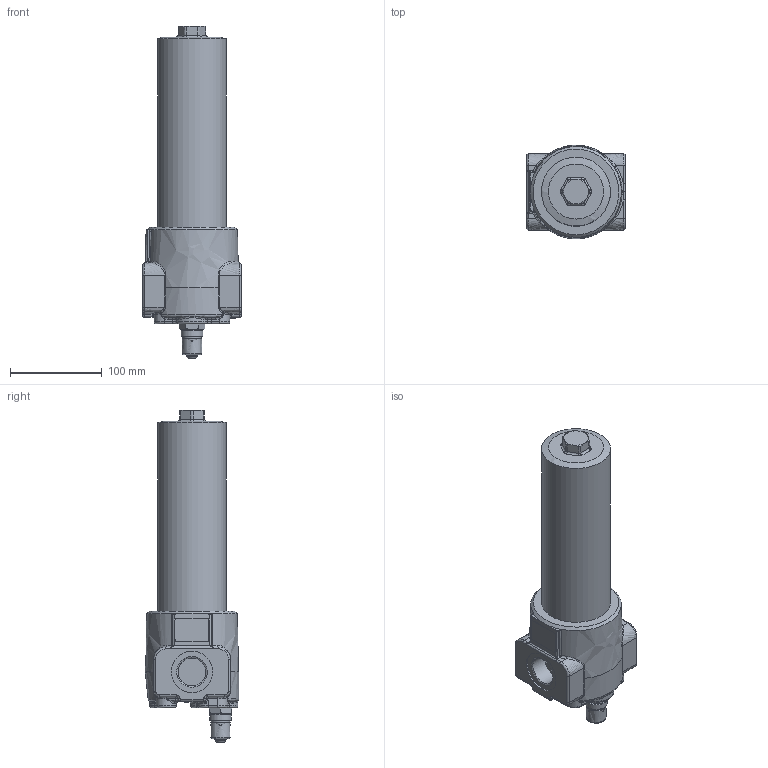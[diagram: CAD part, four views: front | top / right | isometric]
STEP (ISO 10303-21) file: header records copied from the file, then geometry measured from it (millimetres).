
FILE_DESCRIPTION((''),'2;1');
FILE_NAME('34151000_HD172-163OD1_exp.stp', '2016-07-08T14:33:44',('User'),('SDRC'),'I-DEAS Master Series 9','UNIX', 'Yes');
FILE_SCHEMA(('AUTOMOTIVE_DESIGN { 1 0 10303 214 1 1 1 1 }'));
Length unit declared in the file: millimetre
Products named in the file (1): 34151000
Bounding box: 107 x 101.8 x 361.3 mm (x, y, z)
Volume: 1800854.2 mm3; surface area: 111466.2 mm2
Topology: 1 solids, 1 shells, 397 faces, 937 edges, 555 vertices
Faces by surface type: bspline 397
Entity records: 15027 total; most frequent: CARTESIAN_POINT 9773, ORIENTED_EDGE 1850, EDGE_CURVE 925, VERTEX_POINT 548, B_SPLINE_CURVE_WITH_KNOTS 429, EDGE_LOOP 415, FACE_OUTER_BOUND 397, ADVANCED_FACE 397
